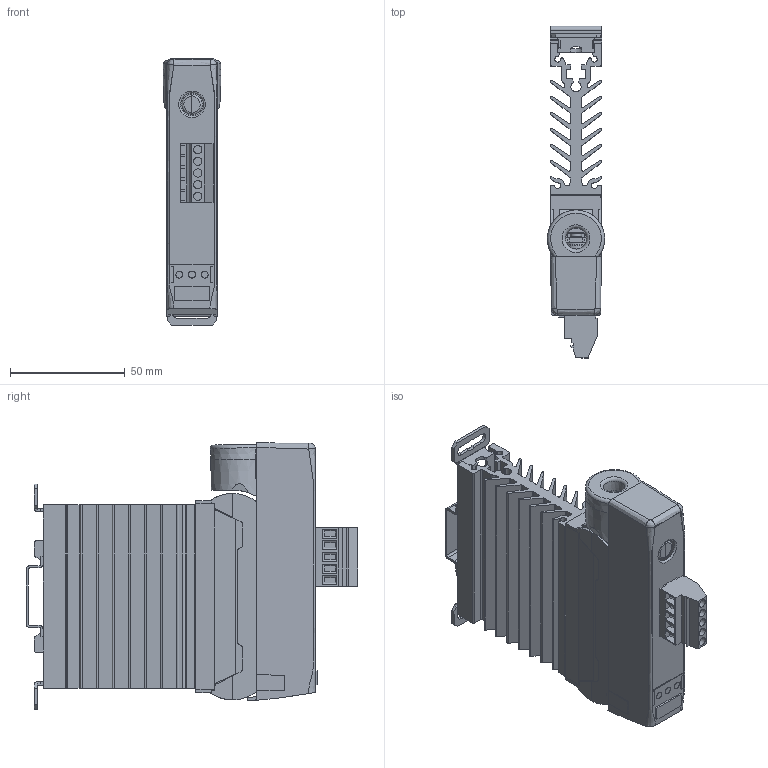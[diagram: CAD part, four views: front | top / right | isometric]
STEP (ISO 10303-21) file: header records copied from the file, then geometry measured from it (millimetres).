
FILE_DESCRIPTION(/* description */ (''),/* implementation_level */ '2;1');
FILE_NAME(/* name */ 'SUL + ESUC Crouzet.stp',/* time_stamp */ '2020-07-01T14:37:53+02:00',/* author */ ('ysicot'),/* organization */ (''),/* preprocessor_version */ 'ST-DEVELOPER v17',/* originating_system */ 'Autodesk Inventor 2018',/* authorisation */ '');
FILE_SCHEMA (('CONFIG_CONTROL_DESIGN'));
Products named in the file (5): SU and connectors CROUZET; WF311100; SU CROUZET (2 lids removed); ESUC0450 CROUZET; BLZ 5.08/5/90 SN SW 1553010000 
Assembly tree (4 placements, depth 2):
  SU and connectors CROUZET
    WF311100
    SU CROUZET (2 lids removed)
    ESUC0450 CROUZET
    BLZ 5.08/5/90 SN SW 1553010000 
Bounding box: 24.95 x 144.61 x 116.01 mm (x, y, z)
Volume: 167739.9 mm3; surface area: 81988.8 mm2
Topology: 10 solids, 10 shells, 1351 faces, 3772 edges, 2476 vertices
Faces by surface type: plane 892, cylinder 301, cone 75, bspline 67, torus 14, sphere 2
Full cylindrical faces by diameter (mm): 1.95 x2, 2.1 x2, 2.2 x2, 3 x1, 3.1 x3, 3.242 x2, 3.6 x5, 3.9 x5, 4.5 x2, 4.567 x2, 4.6 x2, 5 x2, 5.5 x2, 8.3 x2, 8.662 x2, 9 x1
Entity records: 50416 total; most frequent: CARTESIAN_POINT 14446, ORIENTED_EDGE 7518, DIRECTION 6905, EDGE_CURVE 3759, LINE 2627, VECTOR 2627, VERTEX_POINT 2458, AXIS2_PLACEMENT_3D 2139
